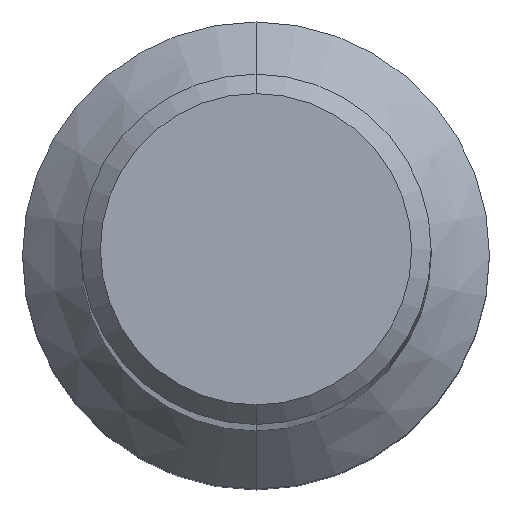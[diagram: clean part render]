
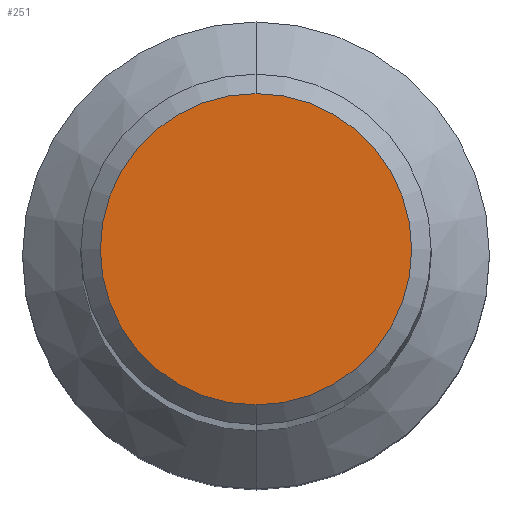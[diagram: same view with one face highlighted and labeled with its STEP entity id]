
A CAD part, top view. The second image highlights one B-rep face of the part: STEP entity #251.
In plain terms, the highlighted planar face has unit normal (0, 0, 1).
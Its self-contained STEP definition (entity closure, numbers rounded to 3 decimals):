
#185=EDGE_CURVE('',#199,#197,#390,.T.);
#197=VERTEX_POINT('',#404);
#199=VERTEX_POINT('',#406);
#201=EDGE_CURVE('',#197,#199,#408,.T.);
#251=ADVANCED_FACE('',(#468),#469,.T.);
#390=CIRCLE('',#619,4.0);
#404=CARTESIAN_POINT('',(0.0,4.0,0.0));
#406=CARTESIAN_POINT('',(0.,-4.0,0.0));
#408=CIRCLE('',#642,4.0);
#468=FACE_OUTER_BOUND('',#717,.T.);
#469=PLANE('',#718);
#619=AXIS2_PLACEMENT_3D('',#880,#881,#882);
#642=AXIS2_PLACEMENT_3D('',#901,#902,#903);
#717=EDGE_LOOP('',(#991,#992));
#718=AXIS2_PLACEMENT_3D('',#993,#994,#995);
#880=CARTESIAN_POINT('',(0.0,0.0,0.0));
#881=DIRECTION('',(0.0,0.0,-1.0));
#882=DIRECTION('',(0.0,1.0,0.0));
#901=CARTESIAN_POINT('',(0.0,0.0,0.0));
#902=DIRECTION('',(0.0,0.0,-1.0));
#903=DIRECTION('',(0.0,1.0,0.0));
#991=ORIENTED_EDGE('',*,*,#201,.F.);
#992=ORIENTED_EDGE('',*,*,#185,.F.);
#993=CARTESIAN_POINT('',(0.0,2.0,0.0));
#994=DIRECTION('',(-0.0,0.0,1.0));
#995=DIRECTION('',(0.0,-1.0,0.0));
